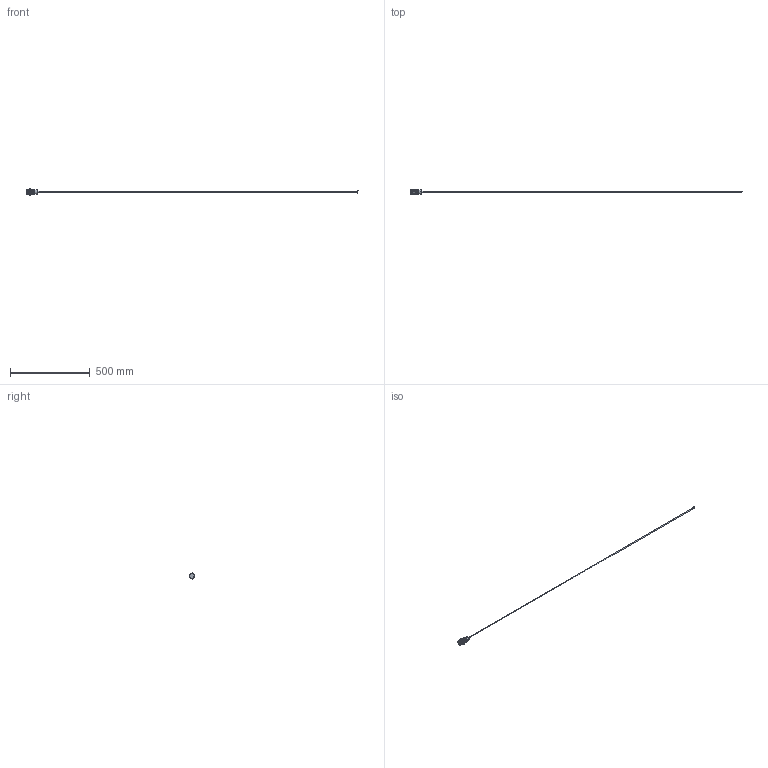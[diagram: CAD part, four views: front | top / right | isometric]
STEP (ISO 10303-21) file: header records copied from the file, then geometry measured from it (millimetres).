
FILE_DESCRIPTION (( 'STEP AP214' ), '1' );
FILE_NAME ('PXCAP30-2010B_3D.step', '2023-07-14T19:05:54', ( '' ), ( '' ), 'SwSTEP 2.0', 'SolidWorks 2022', '' );
FILE_SCHEMA (( 'AUTOMOTIVE_DESIGN' ));
Length unit declared in the file: millimetre
Products named in the file (1): PXCAP30-2010B_3D
Bounding box: 2083.25 x 36 x 41.57 mm (x, y, z)
Volume: 88680 mm3; surface area: 49275.8 mm2
Topology: 8 solids, 8 shells, 1370 faces, 3715 edges, 2366 vertices
Faces by surface type: cylinder 834, plane 514, cone 10, bspline 8, torus 4
Entity records: 81359 total; most frequent: CARTESIAN_POINT 50078, ORIENTED_EDGE 7430, DIRECTION 5655, EDGE_CURVE 3715, VERTEX_POINT 2366, AXIS2_PLACEMENT_3D 2242, EDGE_LOOP 1381, FACE_OUTER_BOUND 1370
